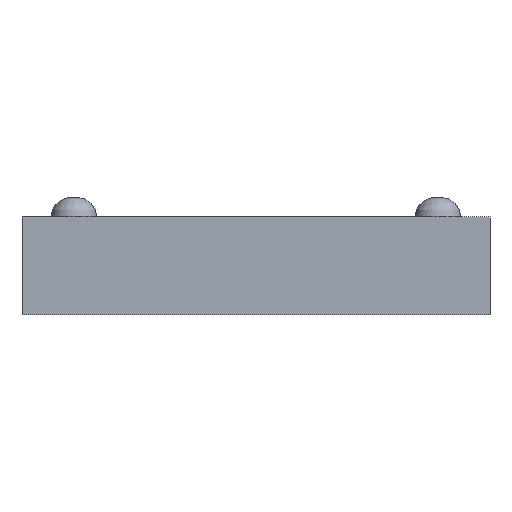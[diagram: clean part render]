
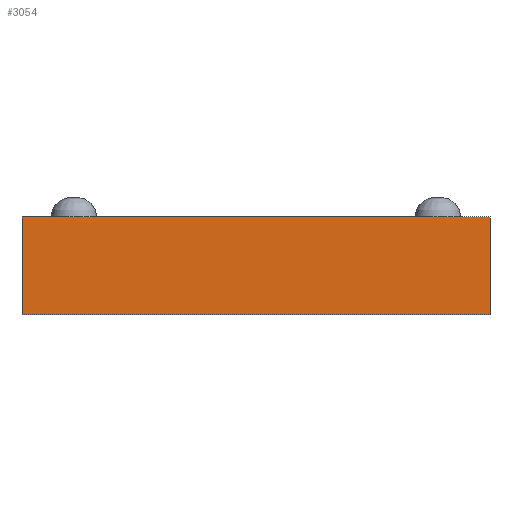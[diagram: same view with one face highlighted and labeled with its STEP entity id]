
A CAD part, front view. The second image highlights one B-rep face of the part: STEP entity #3054.
In plain terms, the highlighted planar face has unit normal (0, -1, 0).
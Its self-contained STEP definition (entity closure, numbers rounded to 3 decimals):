
#99=PLANE('',#3368);
#217=LINE('',#4823,#449);
#259=LINE('',#5093,#491);
#270=LINE('',#5242,#502);
#272=LINE('',#5246,#504);
#449=VECTOR('',#3797,10.);
#491=VECTOR('',#3961,10.);
#502=VECTOR('',#4060,10.);
#504=VECTOR('',#4066,10.);
#780=FACE_OUTER_BOUND('',#969,.T.);
#969=EDGE_LOOP('',(#2481,#2482,#2483,#2484));
#1339=VERTEX_POINT('',#4820);
#1340=VERTEX_POINT('',#4822);
#1400=VERTEX_POINT('',#5092);
#1418=VERTEX_POINT('',#5240);
#1665=EDGE_CURVE('',#1339,#1340,#217,.T.);
#1752=EDGE_CURVE('',#1400,#1340,#259,.T.);
#1790=EDGE_CURVE('',#1418,#1339,#270,.T.);
#1792=EDGE_CURVE('',#1400,#1418,#272,.T.);
#2481=ORIENTED_EDGE('',*,*,#1792,.F.);
#2482=ORIENTED_EDGE('',*,*,#1752,.T.);
#2483=ORIENTED_EDGE('',*,*,#1665,.F.);
#2484=ORIENTED_EDGE('',*,*,#1790,.F.);
#3054=ADVANCED_FACE('',(#780),#99,.T.);
#3368=AXIS2_PLACEMENT_3D('',#5245,#4064,#4065);
#3797=DIRECTION('',(1.,0.,0.));
#3961=DIRECTION('',(0.,0.,1.));
#4060=DIRECTION('',(0.,0.,1.));
#4064=DIRECTION('center_axis',(0.,-1.,0.));
#4065=DIRECTION('ref_axis',(1.,0.,0.));
#4066=DIRECTION('',(-1.,0.,0.));
#4820=CARTESIAN_POINT('',(-36.,-35.,15.));
#4822=CARTESIAN_POINT('',(36.,-35.,15.));
#4823=CARTESIAN_POINT('',(36.,-35.,15.));
#5092=CARTESIAN_POINT('',(36.,-35.,0.));
#5093=CARTESIAN_POINT('',(36.,-35.,0.));
#5240=CARTESIAN_POINT('',(-36.,-35.,0.));
#5242=CARTESIAN_POINT('',(-36.,-35.,0.));
#5245=CARTESIAN_POINT('Origin',(-36.,-35.,0.));
#5246=CARTESIAN_POINT('',(36.,-35.,0.));
